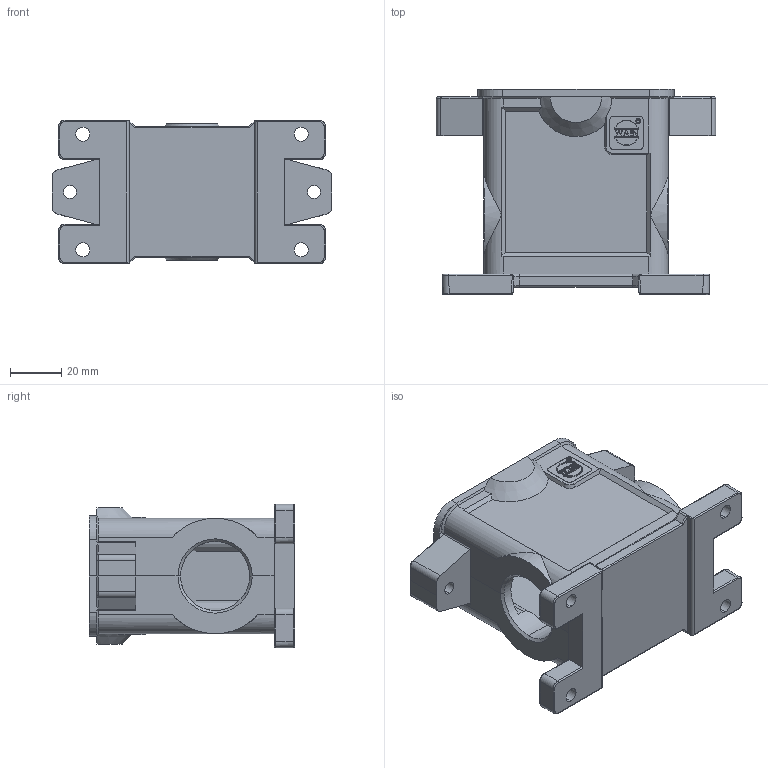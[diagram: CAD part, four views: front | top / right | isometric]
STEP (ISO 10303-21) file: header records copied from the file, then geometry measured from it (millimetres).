
FILE_DESCRIPTION((''),'2;1');
FILE_NAME('3D_1150102205011_HP10B-SFH-2H-P','2024-01-26T',('13001'),(''),'PRO/ENGINEER BY PARAMETRIC TECHNOLOGY CORPORATION, 2012480','PRO/ENGINEER BY PARAMETRIC TECHNOLOGY CORPORATION, 2012480','');
FILE_SCHEMA(('CONFIG_CONTROL_DESIGN'));
Length unit declared in the file: millimetre
Products named in the file (1): 3D_1150102205011_HP10B-SFH-2H-P
Bounding box: 109 x 80 x 55.99 mm (x, y, z)
Volume: 106797.5 mm3; surface area: 46203.9 mm2
Topology: 1 solids, 1 shells, 493 faces, 1288 edges, 834 vertices
Faces by surface type: plane 278, cylinder 143, bspline 28, cone 26, extrusion 10, torus 8
Entity records: 17749 total; most frequent: CARTESIAN_POINT 5776, ORIENTED_EDGE 2576, DIRECTION 2295, EDGE_CURVE 1288, VECTOR 845, LINE 835, VERTEX_POINT 834, AXIS2_PLACEMENT_3D 725
